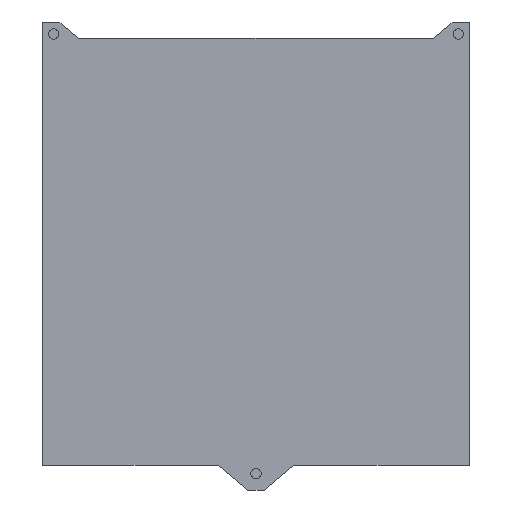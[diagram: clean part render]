
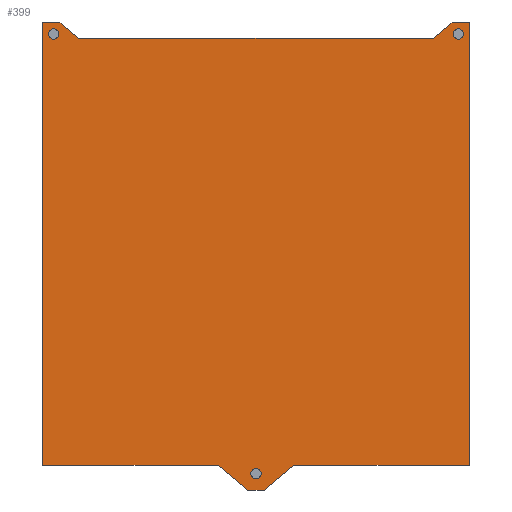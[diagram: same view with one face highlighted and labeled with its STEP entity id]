
A CAD part, front view. The second image highlights one B-rep face of the part: STEP entity #399.
In plain terms, the highlighted planar face has unit normal (0, -1, 0).
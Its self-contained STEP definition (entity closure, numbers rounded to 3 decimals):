
#1 = ORIENTED_EDGE ( 'NONE', *, *, #357, .F. ) ;
#14 = CARTESIAN_POINT ( 'NONE',  ( -45.753, 0., -260. ) ) ;
#15 = EDGE_LOOP ( 'NONE', ( #984, #998 ) ) ;
#21 = VECTOR ( 'NONE', #1062, 1000. ) ;
#24 = ORIENTED_EDGE ( 'NONE', *, *, #606, .F. ) ;
#27 = LINE ( 'NONE', #393, #798 ) ;
#30 = VERTEX_POINT ( 'NONE', #1095 ) ;
#31 = DIRECTION ( 'NONE',  ( 0., 1., 0. ) ) ;
#36 = FACE_BOUND ( 'NONE', #709, .T. ) ;
#39 = EDGE_CURVE ( 'NONE', #634, #857, #375, .T. ) ;
#44 = ORIENTED_EDGE ( 'NONE', *, *, #917, .F. ) ;
#47 = CARTESIAN_POINT ( 'NONE',  ( 240., 0., 280. ) ) ;
#54 = ORIENTED_EDGE ( 'NONE', *, *, #858, .F. ) ;
#55 = DIRECTION ( 'NONE',  ( 0., 0., -1. ) ) ;
#58 = VERTEX_POINT ( 'NONE', #819 ) ;
#62 = CIRCLE ( 'NONE', #1049, 6.25 ) ;
#74 = CARTESIAN_POINT ( 'NONE',  ( 246.391, 0., 271.594 ) ) ;
#79 = VECTOR ( 'NONE', #1079, 1000. ) ;
#85 = LINE ( 'NONE', #1000, #945 ) ;
#107 = ORIENTED_EDGE ( 'NONE', *, *, #1094, .F. ) ;
#114 = DIRECTION ( 'NONE',  ( -1., 0., 0. ) ) ;
#140 = AXIS2_PLACEMENT_3D ( 'NONE', #316, #1061, #55 ) ;
#144 = ORIENTED_EDGE ( 'NONE', *, *, #560, .F. ) ;
#153 = ORIENTED_EDGE ( 'NONE', *, *, #378, .F. ) ;
#168 = DIRECTION ( 'NONE',  ( 1., 0., 0. ) ) ;
#173 = VECTOR ( 'NONE', #826, 1000. ) ;
#177 = CARTESIAN_POINT ( 'NONE',  ( 216.165, 0., 260. ) ) ;
#183 = DIRECTION ( 'NONE',  ( 0., 0., -1. ) ) ;
#190 = DIRECTION ( 'NONE',  ( 0., 0., -1. ) ) ;
#197 = EDGE_CURVE ( 'NONE', #654, #634, #27, .T. ) ;
#222 = LINE ( 'NONE', #47, #706 ) ;
#232 = VECTOR ( 'NONE', #258, 1000. ) ;
#238 = CARTESIAN_POINT ( 'NONE',  ( 0., 0., -276.25 ) ) ;
#258 = DIRECTION ( 'NONE',  ( -0.766, 0., 0.643 ) ) ;
#271 = VERTEX_POINT ( 'NONE', #685 ) ;
#280 = FACE_BOUND ( 'NONE', #15, .T. ) ;
#288 = CIRCLE ( 'NONE', #971, 6.25 ) ;
#295 = FACE_BOUND ( 'NONE', #737, .T. ) ;
#309 = DIRECTION ( 'NONE',  ( 0., -1., 0. ) ) ;
#316 = CARTESIAN_POINT ( 'NONE',  ( 0., 0., -270. ) ) ;
#318 = CARTESIAN_POINT ( 'NONE',  ( 260., 0., -260. ) ) ;
#325 = LINE ( 'NONE', #1057, #540 ) ;
#327 = CARTESIAN_POINT ( 'NONE',  ( 0., 0., -263.75 ) ) ;
#331 = EDGE_CURVE ( 'NONE', #58, #1129, #632, .T. ) ;
#335 = CIRCLE ( 'NONE', #1003, 6.25 ) ;
#342 = LINE ( 'NONE', #718, #79 ) ;
#347 = DIRECTION ( 'NONE',  ( 0., 0., -1. ) ) ;
#350 = VERTEX_POINT ( 'NONE', #74 ) ;
#357 = EDGE_CURVE ( 'NONE', #1060, #694, #85, .T. ) ;
#365 = VECTOR ( 'NONE', #1113, 1000. ) ;
#375 = LINE ( 'NONE', #644, #365 ) ;
#378 = EDGE_CURVE ( 'NONE', #1050, #578, #335, .T. ) ;
#393 = CARTESIAN_POINT ( 'NONE',  ( -260., 0., 260. ) ) ;
#399 = ADVANCED_FACE ( 'NONE', ( #280, #36, #295, #958 ), #841, .F. ) ;
#410 = ORIENTED_EDGE ( 'NONE', *, *, #197, .F. ) ;
#422 = ORIENTED_EDGE ( 'NONE', *, *, #817, .F. ) ;
#424 = CARTESIAN_POINT ( 'NONE',  ( 260., 0., -260. ) ) ;
#425 = ORIENTED_EDGE ( 'NONE', *, *, #331, .F. ) ;
#426 = VECTOR ( 'NONE', #114, 1000. ) ;
#443 = DIRECTION ( 'NONE',  ( 0., -1., 0. ) ) ;
#444 = EDGE_CURVE ( 'NONE', #350, #761, #288, .T. ) ;
#455 = CARTESIAN_POINT ( 'NONE',  ( 10., 0., -290. ) ) ;
#471 = EDGE_CURVE ( 'NONE', #1129, #626, #853, .T. ) ;
#506 = ORIENTED_EDGE ( 'NONE', *, *, #538, .F. ) ;
#508 = CARTESIAN_POINT ( 'NONE',  ( 246.391, 0., 265.344 ) ) ;
#524 = CARTESIAN_POINT ( 'NONE',  ( -10., 0., -290. ) ) ;
#533 = CARTESIAN_POINT ( 'NONE',  ( -246.391, 0., 265.344 ) ) ;
#535 = ORIENTED_EDGE ( 'NONE', *, *, #551, .F. ) ;
#538 = EDGE_CURVE ( 'NONE', #761, #350, #988, .T. ) ;
#540 = VECTOR ( 'NONE', #1147, 1000. ) ;
#551 = EDGE_CURVE ( 'NONE', #870, #1060, #325, .T. ) ;
#555 = DIRECTION ( 'NONE',  ( -1., 0., 0. ) ) ;
#560 = EDGE_CURVE ( 'NONE', #694, #58, #704, .T. ) ;
#572 = CARTESIAN_POINT ( 'NONE',  ( 0., 0., 0. ) ) ;
#578 = VERTEX_POINT ( 'NONE', #327 ) ;
#583 = CIRCLE ( 'NONE', #140, 6.25 ) ;
#600 = ORIENTED_EDGE ( 'NONE', *, *, #444, .F. ) ;
#606 = EDGE_CURVE ( 'NONE', #1141, #870, #222, .T. ) ;
#622 = DIRECTION ( 'NONE',  ( 0.766, 0., 0.643 ) ) ;
#626 = VERTEX_POINT ( 'NONE', #524 ) ;
#627 = LINE ( 'NONE', #1092, #232 ) ;
#632 = LINE ( 'NONE', #455, #173 ) ;
#634 = VERTEX_POINT ( 'NONE', #795 ) ;
#644 = CARTESIAN_POINT ( 'NONE',  ( -260., 0., 280. ) ) ;
#648 = DIRECTION ( 'NONE',  ( 0., -1., 0. ) ) ;
#654 = VERTEX_POINT ( 'NONE', #875 ) ;
#672 = LINE ( 'NONE', #14, #710 ) ;
#684 = AXIS2_PLACEMENT_3D ( 'NONE', #533, #443, #986 ) ;
#685 = CARTESIAN_POINT ( 'NONE',  ( -45.753, 0., -260. ) ) ;
#694 = VERTEX_POINT ( 'NONE', #424 ) ;
#704 = LINE ( 'NONE', #318, #21 ) ;
#706 = VECTOR ( 'NONE', #622, 1000. ) ;
#709 = EDGE_LOOP ( 'NONE', ( #506, #600 ) ) ;
#710 = VECTOR ( 'NONE', #555, 1000. ) ;
#718 = CARTESIAN_POINT ( 'NONE',  ( -240., 0., 280. ) ) ;
#726 = VECTOR ( 'NONE', #168, 1000. ) ;
#737 = EDGE_LOOP ( 'NONE', ( #153, #107 ) ) ;
#738 = DIRECTION ( 'NONE',  ( 0., -1., 0. ) ) ;
#761 = VERTEX_POINT ( 'NONE', #812 ) ;
#769 = DIRECTION ( 'NONE',  ( 0., 0., 1. ) ) ;
#784 = CARTESIAN_POINT ( 'NONE',  ( -246.391, 0., 271.594 ) ) ;
#795 = CARTESIAN_POINT ( 'NONE',  ( -260., 0., 280. ) ) ;
#798 = VECTOR ( 'NONE', #769, 1000. ) ;
#799 = EDGE_CURVE ( 'NONE', #30, #1141, #1176, .T. ) ;
#811 = EDGE_CURVE ( 'NONE', #1072, #985, #832, .T. ) ;
#812 = CARTESIAN_POINT ( 'NONE',  ( 246.391, 0., 259.094 ) ) ;
#817 = EDGE_CURVE ( 'NONE', #626, #271, #627, .T. ) ;
#819 = CARTESIAN_POINT ( 'NONE',  ( 45.753, 0., -260. ) ) ;
#822 = EDGE_CURVE ( 'NONE', #985, #1072, #62, .T. ) ;
#825 = CARTESIAN_POINT ( 'NONE',  ( -240., 0., 280. ) ) ;
#826 = DIRECTION ( 'NONE',  ( -0.766, 0., -0.643 ) ) ;
#830 = AXIS2_PLACEMENT_3D ( 'NONE', #572, #31, #1041 ) ;
#832 = CIRCLE ( 'NONE', #684, 6.25 ) ;
#841 = PLANE ( 'NONE',  #830 ) ;
#853 = LINE ( 'NONE', #1035, #426 ) ;
#857 = VERTEX_POINT ( 'NONE', #825 ) ;
#858 = EDGE_CURVE ( 'NONE', #857, #30, #342, .T. ) ;
#869 = CARTESIAN_POINT ( 'NONE',  ( -246.391, 0., 259.094 ) ) ;
#870 = VERTEX_POINT ( 'NONE', #928 ) ;
#872 = DIRECTION ( 'NONE',  ( 0., 0., -1. ) ) ;
#875 = CARTESIAN_POINT ( 'NONE',  ( -260., 0., -260. ) ) ;
#878 = CARTESIAN_POINT ( 'NONE',  ( 10., 0., -290. ) ) ;
#879 = DIRECTION ( 'NONE',  ( 0., -1., 0. ) ) ;
#887 = CARTESIAN_POINT ( 'NONE',  ( 216.165, 0., 260. ) ) ;
#917 = EDGE_CURVE ( 'NONE', #271, #654, #672, .T. ) ;
#928 = CARTESIAN_POINT ( 'NONE',  ( 240., 0., 280. ) ) ;
#941 = ORIENTED_EDGE ( 'NONE', *, *, #799, .F. ) ;
#945 = VECTOR ( 'NONE', #1183, 1000. ) ;
#958 = FACE_OUTER_BOUND ( 'NONE', #993, .T. ) ;
#971 = AXIS2_PLACEMENT_3D ( 'NONE', #1051, #309, #190 ) ;
#984 = ORIENTED_EDGE ( 'NONE', *, *, #811, .F. ) ;
#985 = VERTEX_POINT ( 'NONE', #784 ) ;
#986 = DIRECTION ( 'NONE',  ( 0., 0., -1. ) ) ;
#988 = CIRCLE ( 'NONE', #1181, 6.25 ) ;
#993 = EDGE_LOOP ( 'NONE', ( #410, #44, #422, #1009, #425, #144, #1, #535, #24, #941, #54, #1091 ) ) ;
#998 = ORIENTED_EDGE ( 'NONE', *, *, #822, .F. ) ;
#1000 = CARTESIAN_POINT ( 'NONE',  ( 260., 0., -260. ) ) ;
#1002 = CARTESIAN_POINT ( 'NONE',  ( -246.391, 0., 265.344 ) ) ;
#1003 = AXIS2_PLACEMENT_3D ( 'NONE', #1105, #648, #183 ) ;
#1009 = ORIENTED_EDGE ( 'NONE', *, *, #471, .F. ) ;
#1035 = CARTESIAN_POINT ( 'NONE',  ( -10., 0., -290. ) ) ;
#1041 = DIRECTION ( 'NONE',  ( 0., 0., 1. ) ) ;
#1049 = AXIS2_PLACEMENT_3D ( 'NONE', #1002, #738, #347 ) ;
#1050 = VERTEX_POINT ( 'NONE', #238 ) ;
#1051 = CARTESIAN_POINT ( 'NONE',  ( 246.391, 0., 265.344 ) ) ;
#1055 = CARTESIAN_POINT ( 'NONE',  ( 260., 0., 280. ) ) ;
#1057 = CARTESIAN_POINT ( 'NONE',  ( 260., 0., 280. ) ) ;
#1060 = VERTEX_POINT ( 'NONE', #1055 ) ;
#1061 = DIRECTION ( 'NONE',  ( 0., -1., 0. ) ) ;
#1062 = DIRECTION ( 'NONE',  ( -1., 0., 0. ) ) ;
#1072 = VERTEX_POINT ( 'NONE', #869 ) ;
#1079 = DIRECTION ( 'NONE',  ( 0.766, 0., -0.643 ) ) ;
#1091 = ORIENTED_EDGE ( 'NONE', *, *, #39, .F. ) ;
#1092 = CARTESIAN_POINT ( 'NONE',  ( -45.753, 0., -260. ) ) ;
#1094 = EDGE_CURVE ( 'NONE', #578, #1050, #583, .T. ) ;
#1095 = CARTESIAN_POINT ( 'NONE',  ( -216.165, 0., 260. ) ) ;
#1105 = CARTESIAN_POINT ( 'NONE',  ( 0., 0., -270. ) ) ;
#1113 = DIRECTION ( 'NONE',  ( 1., 0., 0. ) ) ;
#1129 = VERTEX_POINT ( 'NONE', #878 ) ;
#1141 = VERTEX_POINT ( 'NONE', #887 ) ;
#1147 = DIRECTION ( 'NONE',  ( 1., 0., 0. ) ) ;
#1176 = LINE ( 'NONE', #177, #726 ) ;
#1181 = AXIS2_PLACEMENT_3D ( 'NONE', #508, #879, #872 ) ;
#1183 = DIRECTION ( 'NONE',  ( 0., 0., -1. ) ) ;
